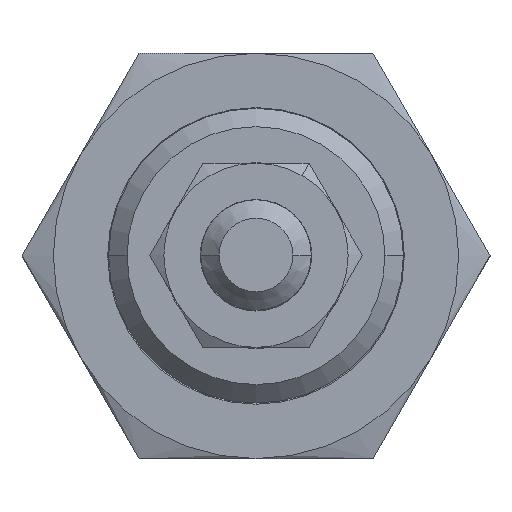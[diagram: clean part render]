
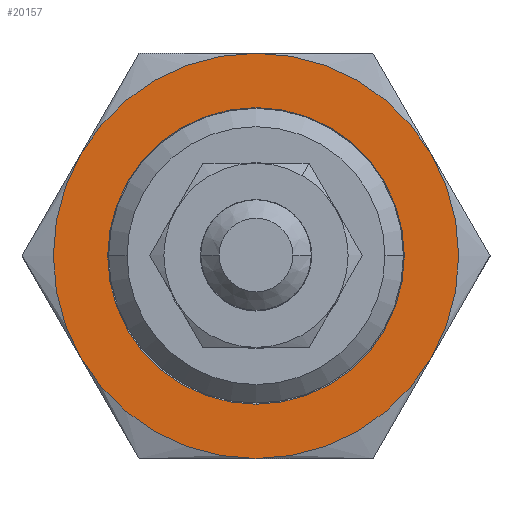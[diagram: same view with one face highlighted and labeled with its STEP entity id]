
A CAD part, top view. The second image highlights one B-rep face of the part: STEP entity #20157.
In plain terms, the highlighted planar face has unit normal (0, 0, 1).
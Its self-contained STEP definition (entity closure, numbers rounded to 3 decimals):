
#946 = CIRCLE ( 'NONE', #18363, 11. ) ;
#984 = CARTESIAN_POINT ( 'NONE',  ( 0., 8.05, 263. ) ) ;
#1458 = CARTESIAN_POINT ( 'NONE',  ( 0., 0., 263. ) ) ;
#1534 = CIRCLE ( 'NONE', #16199, 8.05 ) ;
#2989 = EDGE_CURVE ( 'NONE', #9312, #18409, #17806, .T. ) ;
#3440 = PLANE ( 'NONE',  #21905 ) ;
#3689 = DIRECTION ( 'NONE',  ( 0., 1., 0. ) ) ;
#4218 = CARTESIAN_POINT ( 'NONE',  ( 0., 0., 263. ) ) ;
#4420 = CARTESIAN_POINT ( 'NONE',  ( 0., 0., 263. ) ) ;
#4450 = DIRECTION ( 'NONE',  ( 0., 0., -1. ) ) ;
#4837 = CIRCLE ( 'NONE', #21852, 8.05 ) ;
#4851 = ORIENTED_EDGE ( 'NONE', *, *, #23599, .T. ) ;
#5719 = CARTESIAN_POINT ( 'NONE',  ( 0., 0., 263. ) ) ;
#5902 = CARTESIAN_POINT ( 'NONE',  ( 0., -11., 263. ) ) ;
#6241 = CARTESIAN_POINT ( 'NONE',  ( 0., -8.05, 263. ) ) ;
#7050 = EDGE_CURVE ( 'NONE', #18471, #16568, #13617, .T. ) ;
#7122 = AXIS2_PLACEMENT_3D ( 'NONE', #12893, #24543, #15134 ) ;
#7189 = DIRECTION ( 'NONE',  ( 0., 0., -1. ) ) ;
#7229 = EDGE_CURVE ( 'NONE', #14544, #18471, #946, .T. ) ;
#7547 = EDGE_LOOP ( 'NONE', ( #20321, #4851 ) ) ;
#7922 = CIRCLE ( 'NONE', #11097, 11. ) ;
#8510 = CARTESIAN_POINT ( 'NONE',  ( 9.526, -5.5, 263. ) ) ;
#8842 = VERTEX_POINT ( 'NONE', #984 ) ;
#9312 = VERTEX_POINT ( 'NONE', #8510 ) ;
#9745 = CIRCLE ( 'NONE', #12527, 11. ) ;
#9990 = DIRECTION ( 'NONE',  ( 0., 0., -1. ) ) ;
#10272 = DIRECTION ( 'NONE',  ( 0., 1., 0. ) ) ;
#10581 = DIRECTION ( 'NONE',  ( 0., 0., -1. ) ) ;
#11007 = CARTESIAN_POINT ( 'NONE',  ( 0., 0., 263. ) ) ;
#11097 = AXIS2_PLACEMENT_3D ( 'NONE', #23837, #10581, #12317 ) ;
#11254 = VERTEX_POINT ( 'NONE', #6241 ) ;
#11638 = CARTESIAN_POINT ( 'NONE',  ( 9.526, 5.5, 263. ) ) ;
#11748 = CARTESIAN_POINT ( 'NONE',  ( 0., 0., 263. ) ) ;
#12317 = DIRECTION ( 'NONE',  ( 0., 1., 0. ) ) ;
#12527 = AXIS2_PLACEMENT_3D ( 'NONE', #11748, #9990, #17552 ) ;
#12893 = CARTESIAN_POINT ( 'NONE',  ( 0., 0., 263. ) ) ;
#13507 = DIRECTION ( 'NONE',  ( 0., 0., -1. ) ) ;
#13617 = CIRCLE ( 'NONE', #22322, 11. ) ;
#13706 = CARTESIAN_POINT ( 'NONE',  ( -9.526, 5.5, 263. ) ) ;
#14367 = DIRECTION ( 'NONE',  ( 0., 0., -1. ) ) ;
#14544 = VERTEX_POINT ( 'NONE', #23287 ) ;
#14701 = AXIS2_PLACEMENT_3D ( 'NONE', #4420, #20953, #15389 ) ;
#14763 = DIRECTION ( 'NONE',  ( 0., 1., 0. ) ) ;
#14932 = EDGE_CURVE ( 'NONE', #20343, #9312, #9745, .T. ) ;
#15134 = DIRECTION ( 'NONE',  ( 0., 1., 0. ) ) ;
#15389 = DIRECTION ( 'NONE',  ( 0., 1., 0. ) ) ;
#16199 = AXIS2_PLACEMENT_3D ( 'NONE', #4218, #13507, #21073 ) ;
#16510 = ORIENTED_EDGE ( 'NONE', *, *, #22479, .F. ) ;
#16568 = VERTEX_POINT ( 'NONE', #21430 ) ;
#16661 = CIRCLE ( 'NONE', #14701, 11. ) ;
#16697 = EDGE_LOOP ( 'NONE', ( #23363, #17656, #19340, #16510, #17778, #23650 ) ) ;
#17552 = DIRECTION ( 'NONE',  ( 0., 1., 0. ) ) ;
#17656 = ORIENTED_EDGE ( 'NONE', *, *, #7050, .F. ) ;
#17778 = ORIENTED_EDGE ( 'NONE', *, *, #2989, .F. ) ;
#17806 = CIRCLE ( 'NONE', #7122, 11. ) ;
#18363 = AXIS2_PLACEMENT_3D ( 'NONE', #1458, #14367, #22048 ) ;
#18409 = VERTEX_POINT ( 'NONE', #5902 ) ;
#18471 = VERTEX_POINT ( 'NONE', #13706 ) ;
#18564 = DIRECTION ( 'NONE',  ( 0., 0., -1. ) ) ;
#19340 = ORIENTED_EDGE ( 'NONE', *, *, #7229, .F. ) ;
#20157 = ADVANCED_FACE ( 'NONE', ( #20660, #20425 ), #3440, .F. ) ;
#20321 = ORIENTED_EDGE ( 'NONE', *, *, #21026, .T. ) ;
#20343 = VERTEX_POINT ( 'NONE', #11638 ) ;
#20425 = FACE_OUTER_BOUND ( 'NONE', #16697, .T. ) ;
#20660 = FACE_BOUND ( 'NONE', #7547, .T. ) ;
#20953 = DIRECTION ( 'NONE',  ( 0., 0., -1. ) ) ;
#21026 = EDGE_CURVE ( 'NONE', #11254, #8842, #1534, .T. ) ;
#21073 = DIRECTION ( 'NONE',  ( 0., 1., 0. ) ) ;
#21430 = CARTESIAN_POINT ( 'NONE',  ( 0., 11., 263. ) ) ;
#21852 = AXIS2_PLACEMENT_3D ( 'NONE', #24175, #7189, #14763 ) ;
#21892 = EDGE_CURVE ( 'NONE', #16568, #20343, #7922, .T. ) ;
#21905 = AXIS2_PLACEMENT_3D ( 'NONE', #11007, #18564, #3689 ) ;
#22048 = DIRECTION ( 'NONE',  ( 0., 1., 0. ) ) ;
#22322 = AXIS2_PLACEMENT_3D ( 'NONE', #5719, #4450, #10272 ) ;
#22479 = EDGE_CURVE ( 'NONE', #18409, #14544, #16661, .T. ) ;
#23287 = CARTESIAN_POINT ( 'NONE',  ( -9.526, -5.5, 263. ) ) ;
#23363 = ORIENTED_EDGE ( 'NONE', *, *, #21892, .F. ) ;
#23599 = EDGE_CURVE ( 'NONE', #8842, #11254, #4837, .T. ) ;
#23650 = ORIENTED_EDGE ( 'NONE', *, *, #14932, .F. ) ;
#23837 = CARTESIAN_POINT ( 'NONE',  ( 0., 0., 263. ) ) ;
#24175 = CARTESIAN_POINT ( 'NONE',  ( 0., 0., 263. ) ) ;
#24543 = DIRECTION ( 'NONE',  ( 0., 0., -1. ) ) ;
